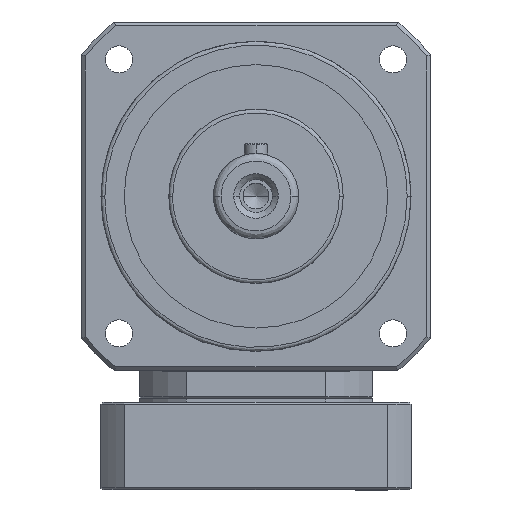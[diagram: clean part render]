
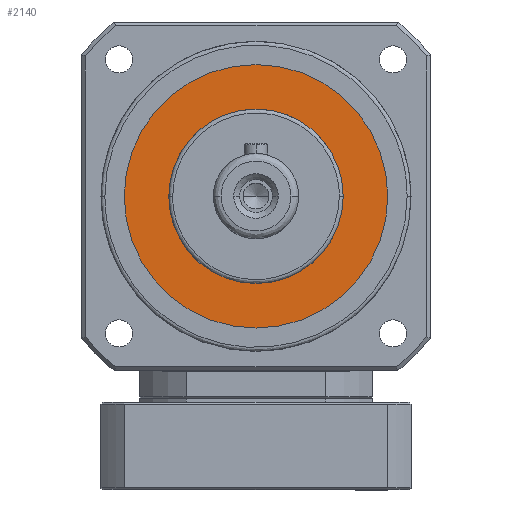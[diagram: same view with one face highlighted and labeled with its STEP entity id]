
A CAD part, top view. The second image highlights one B-rep face of the part: STEP entity #2140.
In plain terms, the highlighted planar face has unit normal (0, 0, 1).
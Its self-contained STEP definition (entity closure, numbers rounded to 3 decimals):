
#699 = DIRECTION ( 'NONE',  ( 0., 0., 1. ) ) ;
#865 = CARTESIAN_POINT ( 'NONE',  ( 0., 0., 109.49 ) ) ;
#1238 = DIRECTION ( 'NONE',  ( 0., 0., 1. ) ) ;
#1313 = CIRCLE ( 'NONE', #11370, 22.5 ) ;
#1367 = DIRECTION ( 'NONE',  ( 1., 0., 0. ) ) ;
#1896 = DIRECTION ( 'NONE',  ( -1., 0., 0. ) ) ;
#2140 = ADVANCED_FACE ( 'NONE', ( #18949, #18292 ), #18858, .T. ) ;
#4954 = EDGE_CURVE ( 'NONE', #6147, #7121, #1313, .T. ) ;
#4992 = CARTESIAN_POINT ( 'NONE',  ( 34., 0., 109.49 ) ) ;
#6147 = VERTEX_POINT ( 'NONE', #22064 ) ;
#7121 = VERTEX_POINT ( 'NONE', #16269 ) ;
#7737 = AXIS2_PLACEMENT_3D ( 'NONE', #865, #1238, #1367 ) ;
#7816 = CIRCLE ( 'NONE', #9667, 34. ) ;
#9270 = CARTESIAN_POINT ( 'NONE',  ( 0., 0., 109.49 ) ) ;
#9667 = AXIS2_PLACEMENT_3D ( 'NONE', #27118, #14513, #1896 ) ;
#11349 = DIRECTION ( 'NONE',  ( -1., 0., 0. ) ) ;
#11370 = AXIS2_PLACEMENT_3D ( 'NONE', #23304, #23179, #23063 ) ;
#11590 = EDGE_LOOP ( 'NONE', ( #21568, #17371 ) ) ;
#12026 = EDGE_LOOP ( 'NONE', ( #16752, #15771 ) ) ;
#12184 = EDGE_CURVE ( 'NONE', #7121, #6147, #15285, .T. ) ;
#12492 = EDGE_CURVE ( 'NONE', #25036, #14181, #7816, .T. ) ;
#12494 = AXIS2_PLACEMENT_3D ( 'NONE', #13348, #699, #15448 ) ;
#13348 = CARTESIAN_POINT ( 'NONE',  ( 0., 0., 109.49 ) ) ;
#14181 = VERTEX_POINT ( 'NONE', #17288 ) ;
#14513 = DIRECTION ( 'NONE',  ( 0., 0., 1. ) ) ;
#15285 = CIRCLE ( 'NONE', #17745, 22.5 ) ;
#15448 = DIRECTION ( 'NONE',  ( -1., 0., 0. ) ) ;
#15771 = ORIENTED_EDGE ( 'NONE', *, *, #12492, .T. ) ;
#16269 = CARTESIAN_POINT ( 'NONE',  ( -22.5, 0., 109.49 ) ) ;
#16752 = ORIENTED_EDGE ( 'NONE', *, *, #22562, .T. ) ;
#17288 = CARTESIAN_POINT ( 'NONE',  ( -34., 0., 109.49 ) ) ;
#17371 = ORIENTED_EDGE ( 'NONE', *, *, #4954, .T. ) ;
#17745 = AXIS2_PLACEMENT_3D ( 'NONE', #9270, #23937, #11349 ) ;
#18292 = FACE_BOUND ( 'NONE', #11590, .T. ) ;
#18858 = PLANE ( 'NONE',  #7737 ) ;
#18949 = FACE_OUTER_BOUND ( 'NONE', #12026, .T. ) ;
#21568 = ORIENTED_EDGE ( 'NONE', *, *, #12184, .T. ) ;
#22064 = CARTESIAN_POINT ( 'NONE',  ( 22.5, 0., 109.49 ) ) ;
#22562 = EDGE_CURVE ( 'NONE', #14181, #25036, #25154, .T. ) ;
#23063 = DIRECTION ( 'NONE',  ( -1., 0., 0. ) ) ;
#23179 = DIRECTION ( 'NONE',  ( 0., 0., -1. ) ) ;
#23304 = CARTESIAN_POINT ( 'NONE',  ( 0., 0., 109.49 ) ) ;
#23937 = DIRECTION ( 'NONE',  ( 0., 0., -1. ) ) ;
#25036 = VERTEX_POINT ( 'NONE', #4992 ) ;
#25154 = CIRCLE ( 'NONE', #12494, 34. ) ;
#27118 = CARTESIAN_POINT ( 'NONE',  ( 0., 0., 109.49 ) ) ;
